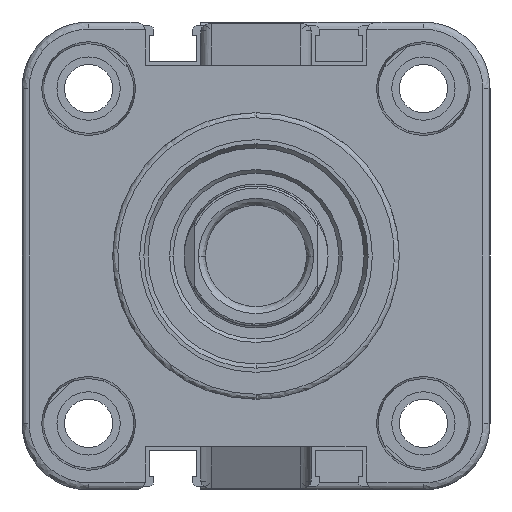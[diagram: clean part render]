
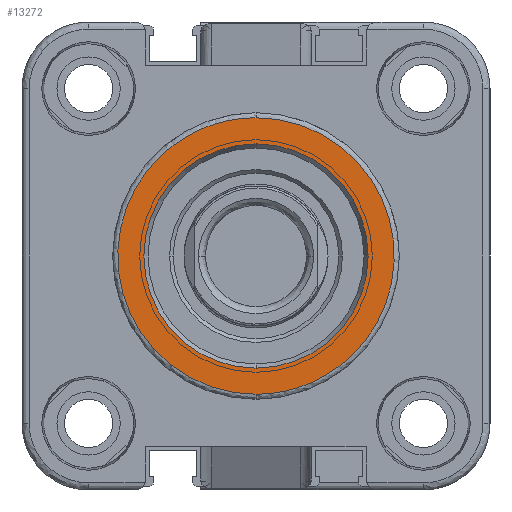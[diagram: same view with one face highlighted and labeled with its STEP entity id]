
A CAD part, front view. The second image highlights one B-rep face of the part: STEP entity #13272.
In plain terms, the highlighted face is planar.
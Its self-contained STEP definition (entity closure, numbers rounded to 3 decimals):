
#583 = CARTESIAN_POINT ( 'NONE',  ( 274.95, 214.438, 269.266 ) ) ;
#632 = FACE_BOUND ( 'NONE', #10006, .T. ) ;
#694 = AXIS2_PLACEMENT_3D ( 'NONE', #12170, #10037, #3513 ) ;
#1673 = AXIS2_PLACEMENT_3D ( 'NONE', #8652, #5303, #11997 ) ;
#2066 = EDGE_CURVE ( 'NONE', #11889, #13728, #4086, .T. ) ;
#2428 = ORIENTED_EDGE ( 'NONE', *, *, #5121, .F. ) ;
#2450 = CARTESIAN_POINT ( 'NONE',  ( 274.95, 252.838, 269.266 ) ) ;
#2857 = CARTESIAN_POINT ( 'NONE',  ( 274.95, 214.438, 307.666 ) ) ;
#3513 = DIRECTION ( 'NONE',  ( 0., 0., -1. ) ) ;
#3905 = AXIS2_PLACEMENT_3D ( 'NONE', #11544, #6128, #7243 ) ;
#3940 = EDGE_CURVE ( 'NONE', #8112, #6771, #12788, .T. ) ;
#4086 = CIRCLE ( 'NONE', #694, 15.577 ) ;
#4600 = CARTESIAN_POINT ( 'NONE',  ( 274.95, 214.438, 269.266 ) ) ;
#4720 = EDGE_LOOP ( 'NONE', ( #12546, #10720 ) ) ;
#5121 = EDGE_CURVE ( 'NONE', #13728, #11889, #9799, .T. ) ;
#5303 = DIRECTION ( 'NONE',  ( 1., 0., 0. ) ) ;
#6128 = DIRECTION ( 'NONE',  ( -1., 0., 0. ) ) ;
#6771 = VERTEX_POINT ( 'NONE', #2857 ) ;
#6896 = CARTESIAN_POINT ( 'NONE',  ( 274.95, 214.438, 307.666 ) ) ;
#7243 = DIRECTION ( 'NONE',  ( 0., 0., 1. ) ) ;
#7346 = EDGE_CURVE ( 'NONE', #6771, #8112, #8831, .T. ) ;
#7476 = CARTESIAN_POINT ( 'NONE',  ( 274.95, 176.038, 307.666 ) ) ;
#7855 = ORIENTED_EDGE ( 'NONE', *, *, #2066, .F. ) ;
#7979 = CARTESIAN_POINT ( 'NONE',  ( 274.95, 252.838, 307.666 ) ) ;
#8112 = VERTEX_POINT ( 'NONE', #583 ) ;
#8247 = CARTESIAN_POINT ( 'NONE',  ( 274.95, 214.438, 304.043 ) ) ;
#8281 = PLANE ( 'NONE',  #3905 ) ;
#8652 = CARTESIAN_POINT ( 'NONE',  ( 274.95, 214.438, 288.466 ) ) ;
#8715 = CARTESIAN_POINT ( 'NONE',  ( 274.95, 214.438, 269.266 ) ) ;
#8831 =( BOUNDED_CURVE ( )  B_SPLINE_CURVE ( 3, ( #6896, #7979, #2450, #4600 ),
 .UNSPECIFIED., .F., .F. ) 
 B_SPLINE_CURVE_WITH_KNOTS ( ( 4, 4 ),
 ( 0., 1. ),
 .UNSPECIFIED. ) 
 CURVE ( )  GEOMETRIC_REPRESENTATION_ITEM ( )  RATIONAL_B_SPLINE_CURVE ( ( 1., 0.333, 0.333, 1. ) ) 
 REPRESENTATION_ITEM ( '' )  );
#9319 = FACE_OUTER_BOUND ( 'NONE', #4720, .T. ) ;
#9799 = CIRCLE ( 'NONE', #1673, 15.577 ) ;
#10006 = EDGE_LOOP ( 'NONE', ( #7855, #2428 ) ) ;
#10037 = DIRECTION ( 'NONE',  ( 1., 0., 0. ) ) ;
#10297 = CARTESIAN_POINT ( 'NONE',  ( 274.95, 214.438, 272.889 ) ) ;
#10720 = ORIENTED_EDGE ( 'NONE', *, *, #3940, .F. ) ;
#10880 = CARTESIAN_POINT ( 'NONE',  ( 274.95, 214.438, 307.666 ) ) ;
#11544 = CARTESIAN_POINT ( 'NONE',  ( 274.95, 234.338, 288.466 ) ) ;
#11889 = VERTEX_POINT ( 'NONE', #10297 ) ;
#11997 = DIRECTION ( 'NONE',  ( 0., 0., -1. ) ) ;
#12014 = CARTESIAN_POINT ( 'NONE',  ( 274.95, 176.038, 269.266 ) ) ;
#12170 = CARTESIAN_POINT ( 'NONE',  ( 274.95, 214.438, 288.466 ) ) ;
#12546 = ORIENTED_EDGE ( 'NONE', *, *, #7346, .F. ) ;
#12788 =( BOUNDED_CURVE ( )  B_SPLINE_CURVE ( 3, ( #8715, #12014, #7476, #10880 ),
 .UNSPECIFIED., .F., .T. ) 
 B_SPLINE_CURVE_WITH_KNOTS ( ( 4, 4 ),
 ( 0., 1. ),
 .UNSPECIFIED. ) 
 CURVE ( )  GEOMETRIC_REPRESENTATION_ITEM ( )  RATIONAL_B_SPLINE_CURVE ( ( 1., 0.333, 0.333, 1. ) ) 
 REPRESENTATION_ITEM ( '' )  );
#13272 = ADVANCED_FACE ( 'NONE', ( #632, #9319 ), #8281, .F. ) ;
#13728 = VERTEX_POINT ( 'NONE', #8247 ) ;
